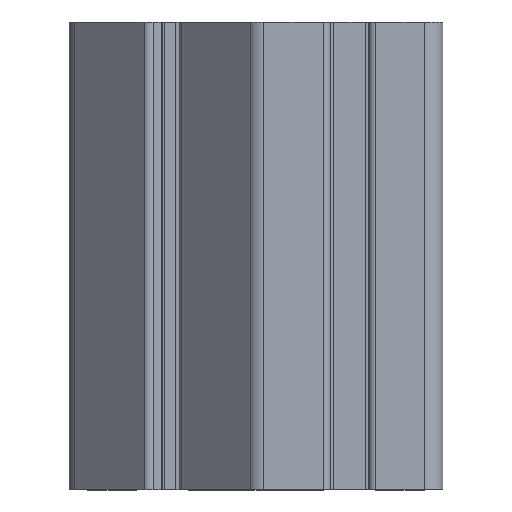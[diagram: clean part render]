
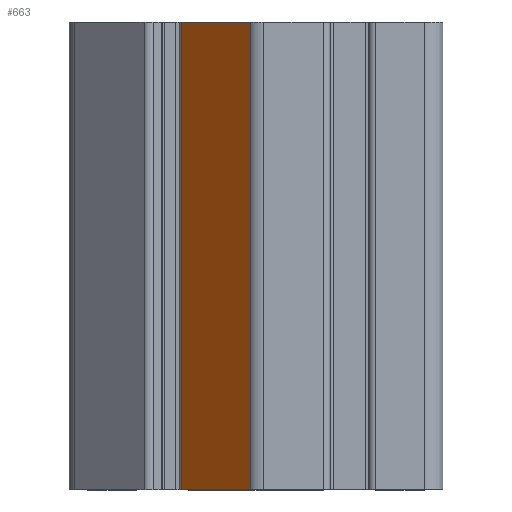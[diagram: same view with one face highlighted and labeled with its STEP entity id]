
A CAD part, top view. The second image highlights one B-rep face of the part: STEP entity #663.
In plain terms, the highlighted planar face has unit normal (-0.707, 0, 0.707).
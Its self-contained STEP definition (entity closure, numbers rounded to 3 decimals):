
#663 = ADVANCED_FACE( '', ( #1438 ), #1439, .T. );
#1438 = FACE_OUTER_BOUND( '', #2321, .T. );
#1439 = PLANE( '', #2322 );
#2321 = EDGE_LOOP( '', ( #4347, #4348, #4349, #4350 ) );
#2322 = AXIS2_PLACEMENT_3D( '', #4351, #4352, #4353 );
#4347 = ORIENTED_EDGE( '', *, *, #6361, .F. );
#4348 = ORIENTED_EDGE( '', *, *, #5620, .F. );
#4349 = ORIENTED_EDGE( '', *, *, #5739, .T. );
#4350 = ORIENTED_EDGE( '', *, *, #6362, .T. );
#4351 = CARTESIAN_POINT( '', ( -16.04, 100., 23.96 ) );
#4352 = DIRECTION( '', ( -0.707, 0., 0.707 ) );
#4353 = DIRECTION( '', ( 0.707, 0., 0.707 ) );
#5620 = EDGE_CURVE( '', #6855, #6851, #6857, .T. );
#5739 = EDGE_CURVE( '', #6855, #7072, #7074, .T. );
#6361 = EDGE_CURVE( '', #6851, #8014, #8015, .T. );
#6362 = EDGE_CURVE( '', #7072, #8014, #8016, .T. );
#6851 = VERTEX_POINT( '', #8625 );
#6855 = VERTEX_POINT( '', #8630 );
#6857 = LINE( '', #8632, #8633 );
#7072 = VERTEX_POINT( '', #8903 );
#7074 = LINE( '', #8905, #8906 );
#8014 = VERTEX_POINT( '', #10168 );
#8015 = LINE( '', #10169, #10170 );
#8016 = LINE( '', #10171, #10172 );
#8625 = CARTESIAN_POINT( '', ( -1.172, 0., 38.828 ) );
#8630 = CARTESIAN_POINT( '', ( -1.172, 100., 38.828 ) );
#8632 = CARTESIAN_POINT( '', ( -1.172, 100., 38.828 ) );
#8633 = VECTOR( '', #10720, 1000. );
#8903 = CARTESIAN_POINT( '', ( -16.04, 100., 23.96 ) );
#8905 = CARTESIAN_POINT( '', ( -16.04, 100., 23.96 ) );
#8906 = VECTOR( '', #10938, 1000. );
#10168 = CARTESIAN_POINT( '', ( -16.04, 0., 23.96 ) );
#10169 = CARTESIAN_POINT( '', ( -16.04, 0., 23.96 ) );
#10170 = VECTOR( '', #11732, 1000. );
#10171 = CARTESIAN_POINT( '', ( -16.04, 100., 23.96 ) );
#10172 = VECTOR( '', #11733, 1000. );
#10720 = DIRECTION( '', ( 0., -1., 0. ) );
#10938 = DIRECTION( '', ( -0.707, 0., -0.707 ) );
#11732 = DIRECTION( '', ( -0.707, 0., -0.707 ) );
#11733 = DIRECTION( '', ( 0., -1., 0. ) );
